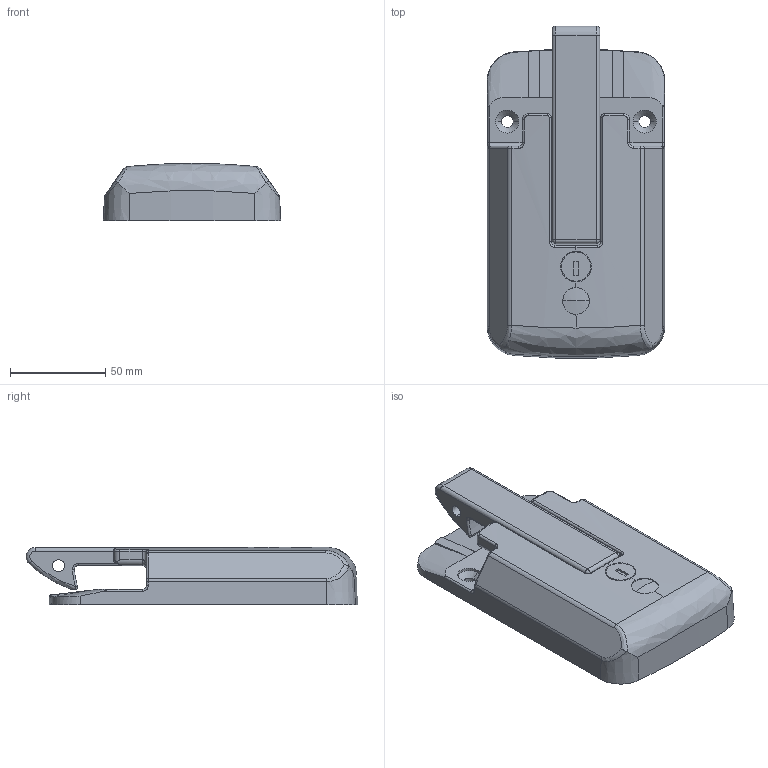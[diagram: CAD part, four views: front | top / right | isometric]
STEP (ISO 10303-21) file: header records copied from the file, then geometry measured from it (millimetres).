
FILE_DESCRIPTION (( 'STEP AP203' ), '1' );
FILE_NAME ('FA-812-C-2L-1.STEP', '2019-07-26T07:03:57', ( '' ), ( '' ), 'SwSTEP 2.0', 'SolidWorks 2014', '' );
FILE_SCHEMA (( 'CONFIG_CONTROL_DESIGN' ));
Length unit declared in the file: millimetre
Products named in the file (8): FA-812-C-2L儃僨傿; FA-812-C-2L僇儅_L; FA-812-C-2Lバネ受けプレート; FA-812-C-2L十字穴付小ねじ_内径基準ver1.02_M4x6十字穴付なべ小ねじ(SUS)SWシングルセムス(P2); FA-812-C-2L十字穴付皿小ねじ_内径基準ver1.02_M4x8十字穴付皿小ねじ(SUS); FA-812-C-2L偹偠寠僉儍僢僾; FA-812-C-2L-1; FA-812-C-2L儘乕僞乕
Assembly tree (9 placements, depth 2):
  FA-812-C-2L-1
    FA-812-C-2L儃僨傿
    FA-812-C-2L僇儅_L
    FA-812-C-2Lバネ受けプレート
    FA-812-C-2L十字穴付小ねじ_内径基準ver1.02_M4x6十字穴付なべ小ねじ(SUS)SWシングルセムス(P2)  x2
    FA-812-C-2L儘乕僞乕
    FA-812-C-2L十字穴付皿小ねじ_内径基準ver1.02_M4x8十字穴付皿小ねじ(SUS)  x2
    FA-812-C-2L偹偠寠僉儍僢僾
Bounding box: 93 x 173.84 x 30.09 mm (x, y, z)
Volume: 152276.9 mm3; surface area: 71280.3 mm2
Topology: 9 solids, 9 shells, 547 faces, 1440 edges, 914 vertices
Faces by surface type: plane 245, cylinder 181, cone 55, bspline 34, torus 24, sphere 8
Entity records: 17348 total; most frequent: CARTESIAN_POINT 5121, ORIENTED_EDGE 2454, DIRECTION 2297, EDGE_CURVE 1227, AXIS2_PLACEMENT_3D 816, VERTEX_POINT 784, LINE 665, VECTOR 665
